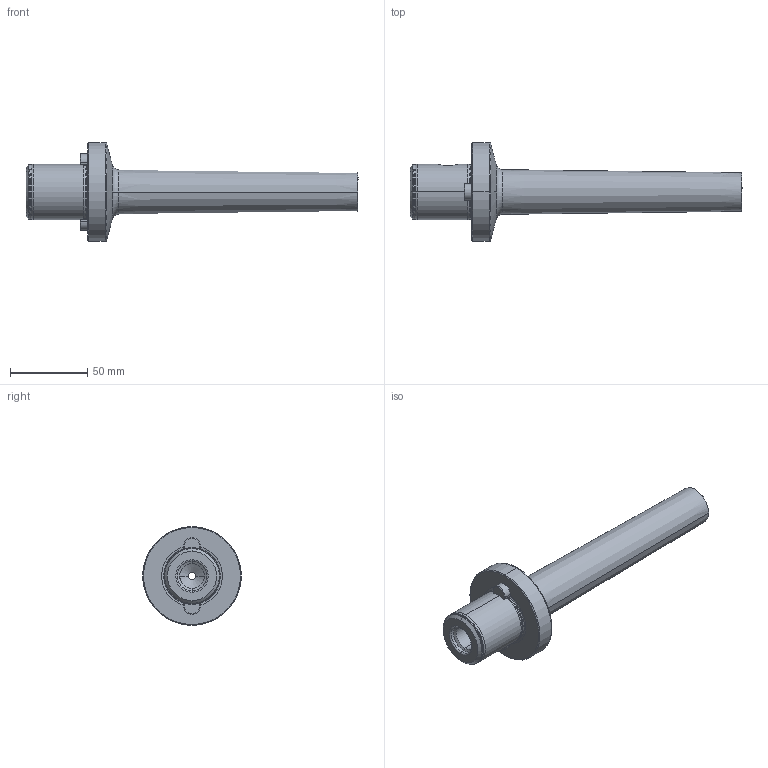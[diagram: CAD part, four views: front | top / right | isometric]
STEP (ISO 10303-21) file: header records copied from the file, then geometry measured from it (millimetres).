
FILE_DESCRIPTION (( 'STEP AP203' ), '1' );
FILE_NAME ('184.064.025.175.STEP', '2018-09-18T13:42:40', ( 'SWIAdmin' ), ( 'Hewlett-Packard Company' ), 'SwSTEP 2.0', 'SolidWorks 2017', '' );
FILE_SCHEMA (( 'CONFIG_CONTROL_DESIGN' ));
Length unit declared in the file: millimetre
Products named in the file (4): ST2-ER1.001.006_A; ST6-ST2.K01.175_B; 184.064.025.175; ST6-ER2.001.012_A
Assembly tree (4 placements, depth 2):
  184.064.025.175
    ST6-ST2.K01.175_B
    ST2-ER1.001.006_A
    ST6-ER2.001.012_A  x2
Bounding box: 215 x 64 x 64 mm (x, y, z)
Volume: 160844.5 mm3; surface area: 33458.8 mm2
Topology: 4 solids, 4 shells, 176 faces, 397 edges, 226 vertices
Faces by surface type: cone 64, cylinder 49, plane 32, torus 29, bspline 2
Entity records: 5271 total; most frequent: CARTESIAN_POINT 1342, DIRECTION 803, ORIENTED_EDGE 694, EDGE_CURVE 347, AXIS2_PLACEMENT_3D 335, VERTEX_POINT 200, CIRCLE 175, EDGE_LOOP 163
